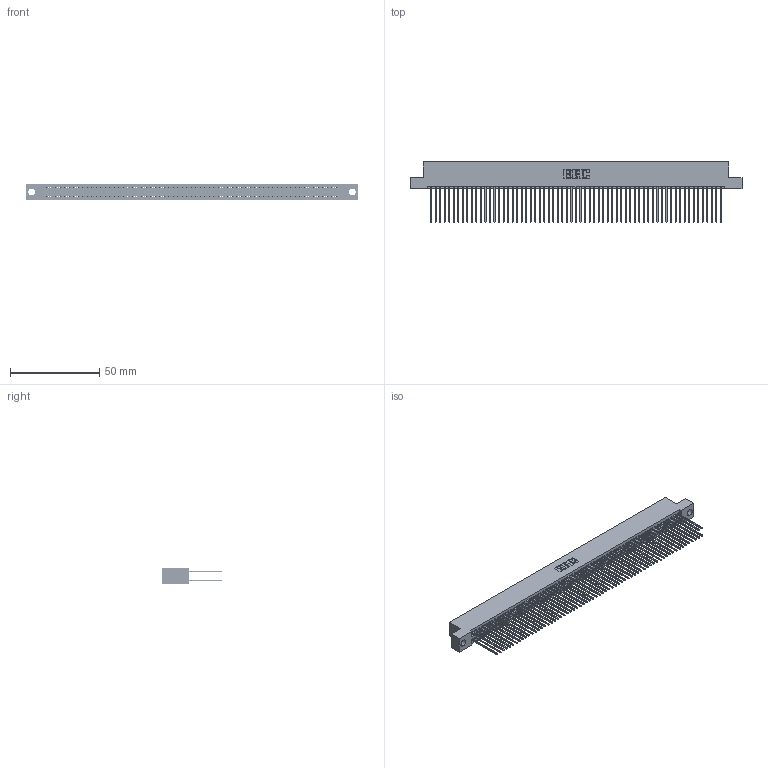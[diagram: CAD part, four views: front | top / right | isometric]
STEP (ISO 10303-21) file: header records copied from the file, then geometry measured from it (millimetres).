
FILE_DESCRIPTION (( 'STEP AP203' ), '1' );
FILE_NAME ('345-130-541-204.STEP', '2021-05-25T20:40:45', ( '' ), ( '' ), 'SwSTEP 2.0', 'SolidWorks 2020', '' );
FILE_SCHEMA (( 'CONFIG_CONTROL_DESIGN' ));
Length unit declared in the file: inch
Products named in the file (3): 345-130-541-204; 345-292-001_345-293-141; 345 Part_Flush Mounting Lugs - 0.156 Dia-TI
Assembly tree (131 placements, depth 2):
  345-130-541-204
    345 Part_Flush Mounting Lugs - 0.156 Dia-TI
    345-292-001_345-293-141  x130
Bounding box: 186.31 x 33.96 x 9.4 mm (x, y, z)
Volume: 18951.6 mm3; surface area: 31816.7 mm2
Topology: 131 solids, 131 shells, 6640 faces, 19747 edges, 12990 vertices
Faces by surface type: plane 4384, cylinder 2256
Entity records: 48341 total; most frequent: CARTESIAN_POINT 8086, ORIENTED_EDGE 8018, DIRECTION 7101, EDGE_CURVE 4009, VECTOR 3617, LINE 3617, VERTEX_POINT 2670, AXIS2_PLACEMENT_3D 1742
